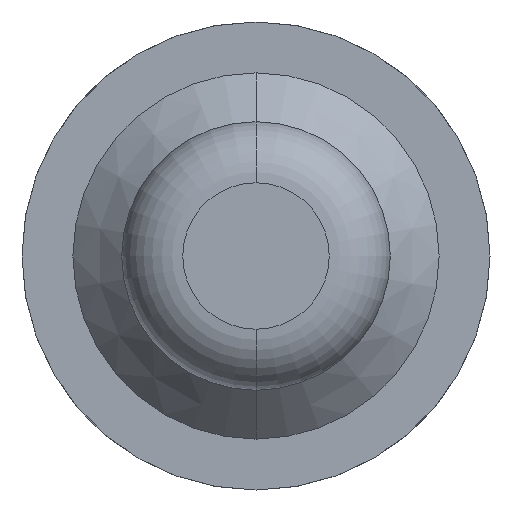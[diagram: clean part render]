
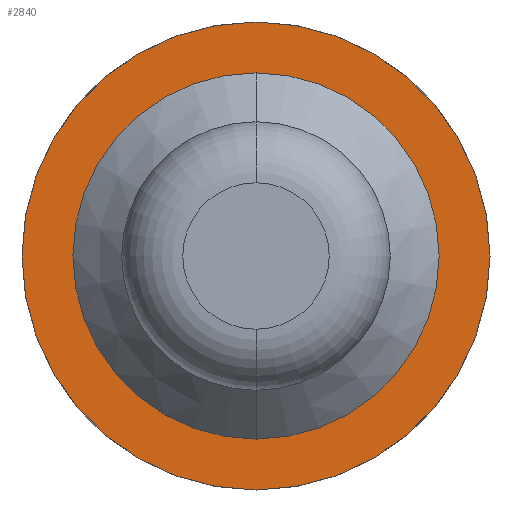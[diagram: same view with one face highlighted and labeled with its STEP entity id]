
A CAD part, front view. The second image highlights one B-rep face of the part: STEP entity #2840.
In plain terms, the highlighted planar face has unit normal (0, -1, 0).
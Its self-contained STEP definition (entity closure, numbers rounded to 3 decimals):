
#246 = ORIENTED_EDGE ( 'NONE', *, *, #3553, .T. ) ;
#311 = AXIS2_PLACEMENT_3D ( 'NONE', #3230, #3545, #1658 ) ;
#706 = CARTESIAN_POINT ( 'NONE',  ( 0., -1.7, 0.575 ) ) ;
#876 = AXIS2_PLACEMENT_3D ( 'NONE', #2520, #3462, #2802 ) ;
#940 = DIRECTION ( 'NONE',  ( 0., 0., -1. ) ) ;
#966 = CARTESIAN_POINT ( 'NONE',  ( 0., -1.7, 0. ) ) ;
#1104 = DIRECTION ( 'NONE',  ( 0., 0., -1. ) ) ;
#1212 = PLANE ( 'NONE',  #876 ) ;
#1449 = ORIENTED_EDGE ( 'NONE', *, *, #4064, .F. ) ;
#1506 = EDGE_LOOP ( 'NONE', ( #2588, #246 ) ) ;
#1514 = EDGE_CURVE ( 'Defeature ausgef�hrt3_11+Defeature ausgef�hrt3_12+Defeature ausgef�hrt3_12+Defeature ausgef�hrt3_12', #1919, #2049, #3271, .T. ) ;
#1534 = AXIS2_PLACEMENT_3D ( 'NONE', #2069, #3612, #1104 ) ;
#1658 = DIRECTION ( 'NONE',  ( 0., 0., -1. ) ) ;
#1666 = VERTEX_POINT ( 'NONE', #2646 ) ;
#1681 = CIRCLE ( 'NONE', #1534, 0.35 ) ;
#1919 = VERTEX_POINT ( 'NONE', #3139 ) ;
#2044 = VERTEX_POINT ( 'NONE', #3847 ) ;
#2049 = VERTEX_POINT ( 'NONE', #706 ) ;
#2069 = CARTESIAN_POINT ( 'NONE',  ( 0., -1.7, 0. ) ) ;
#2409 = EDGE_CURVE ( 'Defeature ausgef�hrt3_10+Defeature ausgef�hrt3_11+Defeature ausgef�hrt3_11+Defeature ausgef�hrt3_11', #1666, #2044, #3167, .T. ) ;
#2487 = CARTESIAN_POINT ( 'NONE',  ( 0., -1.7, 0. ) ) ;
#2520 = CARTESIAN_POINT ( 'NONE',  ( 0.35, -1.7, 0. ) ) ;
#2557 = CIRCLE ( 'NONE', #311, 0.575 ) ;
#2576 = DIRECTION ( 'NONE',  ( 0., -1., 0. ) ) ;
#2588 = ORIENTED_EDGE ( 'NONE', *, *, #1514, .T. ) ;
#2646 = CARTESIAN_POINT ( 'NONE',  ( 0., -1.7, -0.35 ) ) ;
#2670 = FACE_BOUND ( 'NONE', #3298, .T. ) ;
#2801 = DIRECTION ( 'NONE',  ( 0., -1., 0. ) ) ;
#2802 = DIRECTION ( 'NONE',  ( 0., 0., -1. ) ) ;
#2840 = ADVANCED_FACE ( 'Defeature ausgef�hrt3_11', ( #3523, #2670 ), #1212, .T. ) ;
#3139 = CARTESIAN_POINT ( 'NONE',  ( 0., -1.7, -0.575 ) ) ;
#3167 = CIRCLE ( 'NONE', #4018, 0.35 ) ;
#3205 = AXIS2_PLACEMENT_3D ( 'NONE', #966, #2576, #3816 ) ;
#3229 = ORIENTED_EDGE ( 'NONE', *, *, #2409, .F. ) ;
#3230 = CARTESIAN_POINT ( 'NONE',  ( 0., -1.7, 0. ) ) ;
#3271 = CIRCLE ( 'NONE', #3205, 0.575 ) ;
#3298 = EDGE_LOOP ( 'NONE', ( #3229, #1449 ) ) ;
#3462 = DIRECTION ( 'NONE',  ( 0., -1., 0. ) ) ;
#3523 = FACE_OUTER_BOUND ( 'NONE', #1506, .T. ) ;
#3545 = DIRECTION ( 'NONE',  ( 0., -1., 0. ) ) ;
#3553 = EDGE_CURVE ( 'Defeature ausgef�hrt3_11+Defeature ausgef�hrt3_12+Defeature ausgef�hrt3_12+Defeature ausgef�hrt3_12', #2049, #1919, #2557, .T. ) ;
#3612 = DIRECTION ( 'NONE',  ( 0., -1., 0. ) ) ;
#3816 = DIRECTION ( 'NONE',  ( 0., 0., -1. ) ) ;
#3847 = CARTESIAN_POINT ( 'NONE',  ( 0., -1.7, 0.35 ) ) ;
#4018 = AXIS2_PLACEMENT_3D ( 'NONE', #2487, #2801, #940 ) ;
#4064 = EDGE_CURVE ( 'Defeature ausgef�hrt3_10+Defeature ausgef�hrt3_11+Defeature ausgef�hrt3_11+Defeature ausgef�hrt3_11', #2044, #1666, #1681, .T. ) ;
